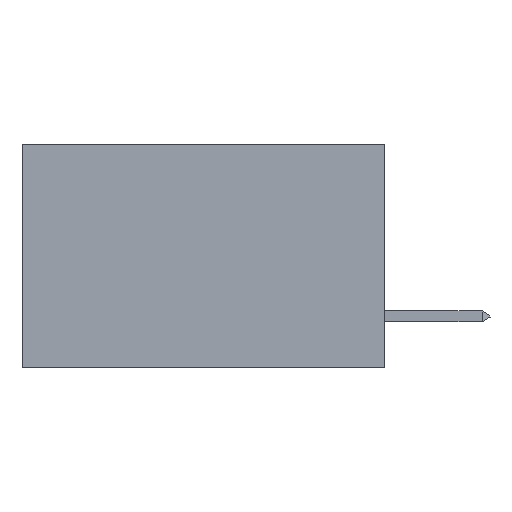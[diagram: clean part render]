
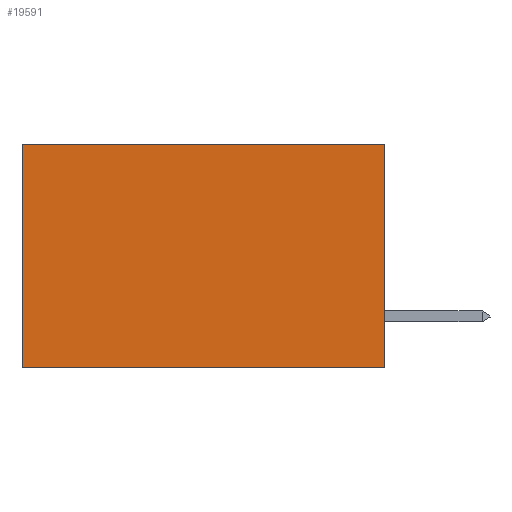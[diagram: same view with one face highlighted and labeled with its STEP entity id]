
A CAD part, left-side view. The second image highlights one B-rep face of the part: STEP entity #19591.
In plain terms, the highlighted planar face has unit normal (-1, 0, 0).
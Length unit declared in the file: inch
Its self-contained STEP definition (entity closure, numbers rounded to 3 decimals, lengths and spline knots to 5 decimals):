
#948 = EDGE_CURVE ( 'NONE', #8832, #10829, #18741, .T. ) ;
#964 = CARTESIAN_POINT ( 'NONE',  ( 0.2875, 0., 0. ) ) ;
#1315 = CARTESIAN_POINT ( 'NONE',  ( 0.2875, 0., -0.37 ) ) ;
#4138 = CARTESIAN_POINT ( 'NONE',  ( 0.2875, 0., 0. ) ) ;
#4993 = VECTOR ( 'NONE', #28864, 39.37008 ) ;
#5160 = DIRECTION ( 'NONE',  ( 0., 0., -1. ) ) ;
#7767 = FACE_OUTER_BOUND ( 'NONE', #27170, .T. ) ;
#8608 = DIRECTION ( 'NONE',  ( 0., 1., 0. ) ) ;
#8832 = VERTEX_POINT ( 'NONE', #4138 ) ;
#8871 = DIRECTION ( 'NONE',  ( 0., 0., -1. ) ) ;
#9584 = ORIENTED_EDGE ( 'NONE', *, *, #17954, .F. ) ;
#9883 = CARTESIAN_POINT ( 'NONE',  ( 0.2875, 0., 0. ) ) ;
#9978 = LINE ( 'NONE', #15999, #21816 ) ;
#10805 = LINE ( 'NONE', #964, #27869 ) ;
#10829 = VERTEX_POINT ( 'NONE', #24146 ) ;
#10975 = CARTESIAN_POINT ( 'NONE',  ( 0.2875, 0.6, -0.37 ) ) ;
#11069 = VERTEX_POINT ( 'NONE', #19214 ) ;
#11578 = LINE ( 'NONE', #1315, #18607 ) ;
#12013 = EDGE_CURVE ( 'NONE', #10829, #24982, #9978, .T. ) ;
#15999 = CARTESIAN_POINT ( 'NONE',  ( 0.2875, 0.6, 0. ) ) ;
#17638 = EDGE_CURVE ( 'NONE', #11069, #24982, #11578, .T. ) ;
#17954 = EDGE_CURVE ( 'NONE', #8832, #11069, #10805, .T. ) ;
#18607 = VECTOR ( 'NONE', #8608, 39.37008 ) ;
#18741 = LINE ( 'NONE', #24311, #4993 ) ;
#18792 = ORIENTED_EDGE ( 'NONE', *, *, #948, .T. ) ;
#19214 = CARTESIAN_POINT ( 'NONE',  ( 0.2875, 0., -0.37 ) ) ;
#19420 = DIRECTION ( 'NONE',  ( 0., 0., -1. ) ) ;
#19591 = ADVANCED_FACE ( 'NONE', ( #7767 ), #24404, .F. ) ;
#21448 = ORIENTED_EDGE ( 'NONE', *, *, #12013, .T. ) ;
#21660 = DIRECTION ( 'NONE',  ( 1., 0., 0. ) ) ;
#21816 = VECTOR ( 'NONE', #8871, 39.37008 ) ;
#24146 = CARTESIAN_POINT ( 'NONE',  ( 0.2875, 0.6, 0. ) ) ;
#24311 = CARTESIAN_POINT ( 'NONE',  ( 0.2875, 0., 0. ) ) ;
#24404 = PLANE ( 'NONE',  #30212 ) ;
#24982 = VERTEX_POINT ( 'NONE', #10975 ) ;
#27170 = EDGE_LOOP ( 'NONE', ( #21448, #29067, #9584, #18792 ) ) ;
#27869 = VECTOR ( 'NONE', #19420, 39.37008 ) ;
#28864 = DIRECTION ( 'NONE',  ( 0., 1., 0. ) ) ;
#29067 = ORIENTED_EDGE ( 'NONE', *, *, #17638, .F. ) ;
#30212 = AXIS2_PLACEMENT_3D ( 'NONE', #9883, #21660, #5160 ) ;
